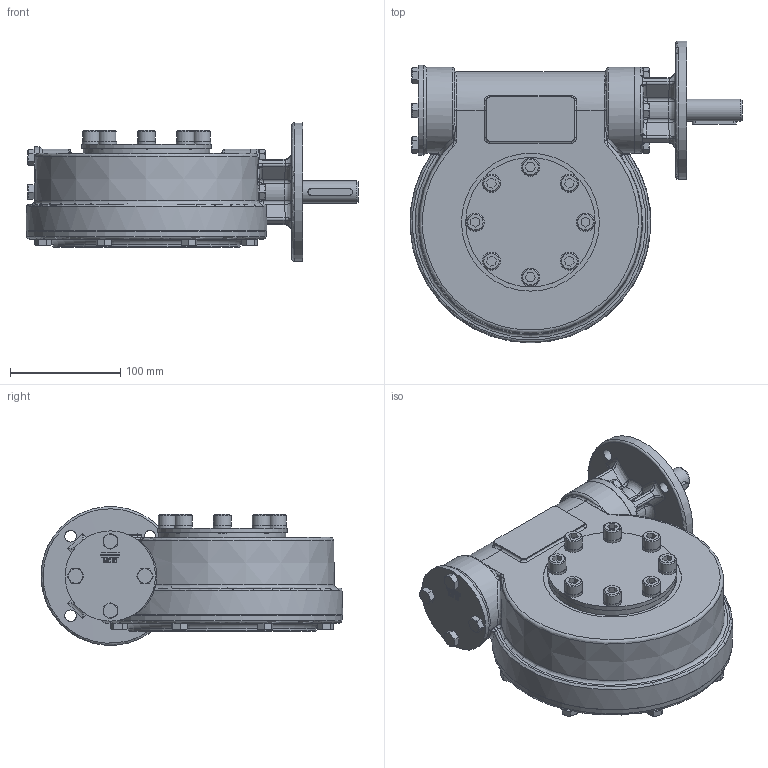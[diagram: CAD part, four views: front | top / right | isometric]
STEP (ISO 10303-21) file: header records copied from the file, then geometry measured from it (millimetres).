
FILE_DESCRIPTION(/* description */ ('Unknown'),/* implementation_level */ '2;1');
FILE_NAME(/* name */ 'PUB-MTW4-N SIMPLIFIED',/* time_stamp */ '2021-04-29T13:35:25+01:00',/* author */ ('Unknown'),/* organization */ ('Unknown'),/* preprocessor_version */ 'ST-DEVELOPER v16.7',/* originating_system */ 'Solid Edge',/* authorisation */ 'Unknown');
FILE_SCHEMA (('AUTOMOTIVE_DESIGN {1 0 10303 214 3 1 1}'));
Products named in the file (1): PUB-MTW4-N SIMPLIFIED
Bounding box: 301.31 x 273.8 x 125.52 mm (x, y, z)
Volume: 2219654.8 mm3; surface area: 530797.5 mm2
Topology: 46 solids, 46 shells, 2510 faces, 6307 edges, 4014 vertices
Faces by surface type: plane 1543, bspline 335, cylinder 268, cone 218, torus 118, sphere 28
Full cylindrical faces by diameter (mm): 3.15 x2, 6.647 x16, 8 x24, 8.1 x8, 8.376 x8, 8.5 x16, 10 x14, 10.5 x12, 10.7 x8, 11 x8, 16 x8, 16.6 x8, 20 x4, 21 x1, 25 x1, 32 x2, 34 x2, 42 x2, 44.5 x1, 44.6 x1, 50 x6, 70 x1, 78 x3, 82 x1, 85 x3, 87 x1, 90.2 x1, 115 x3, 117.5 x1, 120 x1
Entity records: 99497 total; most frequent: CARTESIAN_POINT 35420, ORIENTED_EDGE 11560, DIRECTION 8293, EDGE_CURVE 5780, VERTEX_POINT 3885, AXIS2_PLACEMENT_3D 3219, FACE_BOUND 3147, EDGE_LOOP 3131
